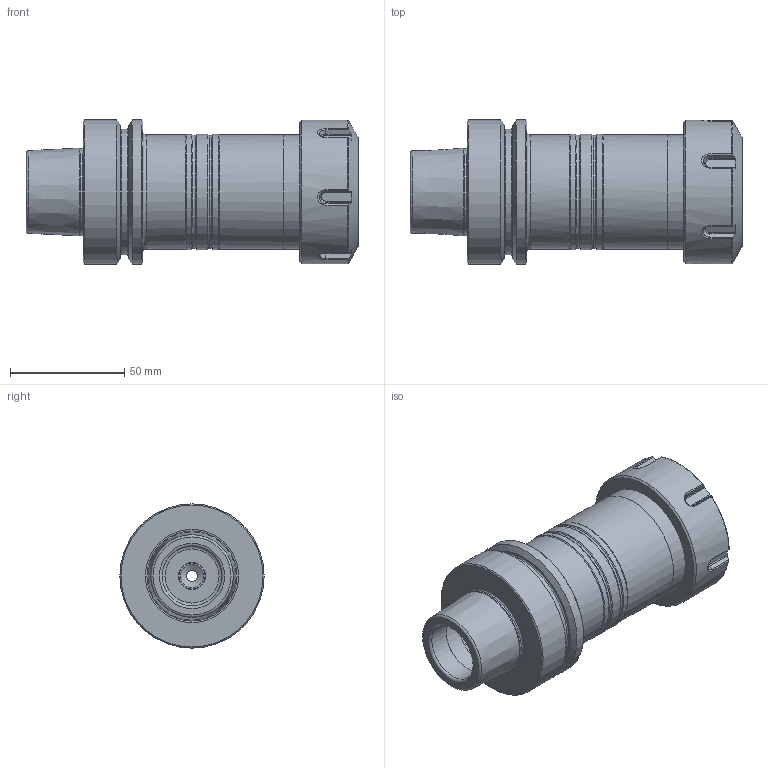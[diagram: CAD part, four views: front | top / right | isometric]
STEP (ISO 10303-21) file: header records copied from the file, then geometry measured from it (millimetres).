
FILE_DESCRIPTION(/* description */ ('Alibre Inc.'),/* implementation_level */ '2;1');
FILE_NAME(/* name */ 'export-B23774A6-B7D3-4463-9C46-1FD97C26EF8F',/* time_stamp */ '2022-01-24T22:17:59+01:00',/* author */ (''),/* organization */ (''),/* preprocessor_version */ 'ST-DEVELOPER v17',/* originating_system */ 'Alibre',/* authorisation */ '');
FILE_SCHEMA (('AUTOMOTIVE_DESIGN'));
Length unit declared in the file: millimetre
Products named in the file (3): 1
Bounding box: 145 x 63 x 63 mm (x, y, z)
Volume: 212822.5 mm3; surface area: 49875.7 mm2
Topology: 2 solids, 2 shells, 144 faces, 346 edges, 215 vertices
Faces by surface type: plane 55, cone 48, cylinder 23, torus 18
Full cylindrical faces by diameter (mm): 5 x1, 10.106 x1, 12 x1, 13 x1, 26 x2, 30.5 x1, 32 x1, 33.5 x1, 38.009 x1, 41 x1, 48.376 x1, 50 x3, 50.5 x4, 55 x1, 62.7 x1, 63 x2
Entity records: 4332 total; most frequent: CARTESIAN_POINT 1024, ORIENTED_EDGE 692, DIRECTION 622, EDGE_CURVE 346, AXIS2_PLACEMENT_3D 282, VERTEX_POINT 215, EDGE_LOOP 157, FACE_BOUND 157
